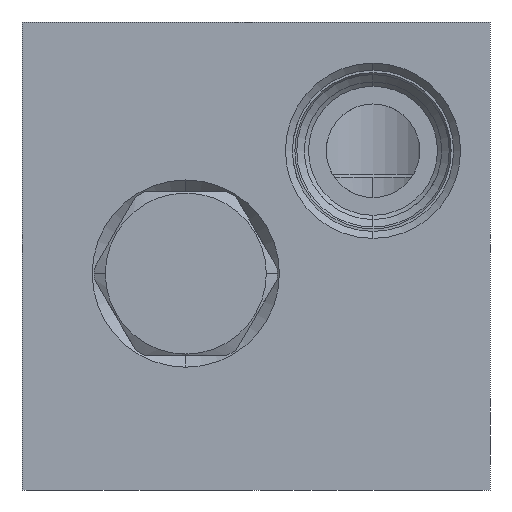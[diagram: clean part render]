
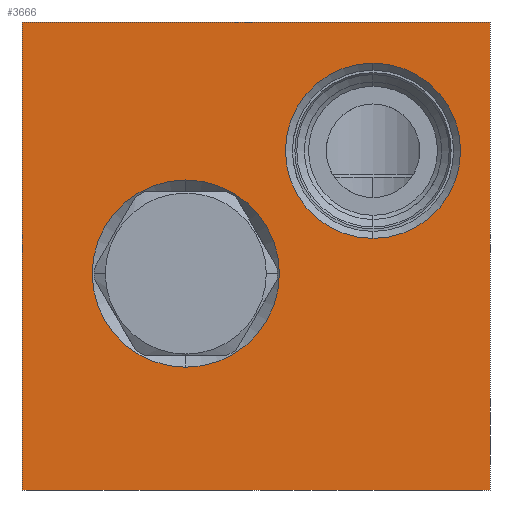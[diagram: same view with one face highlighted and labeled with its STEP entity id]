
A CAD part, front view. The second image highlights one B-rep face of the part: STEP entity #3666.
In plain terms, the highlighted planar face has unit normal (0, -1, 0).
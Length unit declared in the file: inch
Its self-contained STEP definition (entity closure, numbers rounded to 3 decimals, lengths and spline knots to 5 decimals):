
#5=DIRECTION('',(1.,0.,0.));
#6=VECTOR('',#5,2.5);
#7=CARTESIAN_POINT('',(0.,-4.,0.));
#8=LINE('',#7,#6);
#115=DIRECTION('',(0.,0.,1.));
#116=VECTOR('',#115,2.5);
#117=CARTESIAN_POINT('',(2.5,-4.,0.));
#118=LINE('',#117,#116);
#139=DIRECTION('',(0.,0.,1.));
#140=VECTOR('',#139,2.5);
#141=CARTESIAN_POINT('',(0.,-4.,0.));
#142=LINE('',#141,#140);
#143=CARTESIAN_POINT('',(1.875,-4.,1.812));
#144=DIRECTION('',(0.,1.,0.));
#145=DIRECTION('',(0.,0.,-1.));
#146=AXIS2_PLACEMENT_3D('',#143,#144,#145);
#148=CARTESIAN_POINT('',(1.875,-4.,1.812));
#149=DIRECTION('',(0.,1.,0.));
#150=DIRECTION('',(0.,0.,1.));
#151=AXIS2_PLACEMENT_3D('',#148,#149,#150);
#153=CARTESIAN_POINT('',(0.875,-4.,1.156));
#154=DIRECTION('',(0.,1.,0.));
#155=DIRECTION('',(0.,0.,-1.));
#156=AXIS2_PLACEMENT_3D('',#153,#154,#155);
#158=CARTESIAN_POINT('',(0.875,-4.,1.156));
#159=DIRECTION('',(0.,1.,0.));
#160=DIRECTION('',(0.,0.,1.));
#161=AXIS2_PLACEMENT_3D('',#158,#159,#160);
#175=DIRECTION('',(1.,0.,0.));
#176=VECTOR('',#175,2.5);
#177=CARTESIAN_POINT('',(0.,-4.,2.5));
#178=LINE('',#177,#176);
#3082=CARTESIAN_POINT('',(0.,-4.,0.));
#3084=VERTEX_POINT('',#3082);
#3085=CARTESIAN_POINT('',(2.5,-4.,0.));
#3086=VERTEX_POINT('',#3085);
#3090=CARTESIAN_POINT('',(0.,-4.,2.5));
#3092=VERTEX_POINT('',#3090);
#3093=CARTESIAN_POINT('',(2.5,-4.,2.5));
#3094=VERTEX_POINT('',#3093);
#3349=CARTESIAN_POINT('',(1.875,-4.,1.344));
#3350=CARTESIAN_POINT('',(1.875,-4.,2.28));
#3351=VERTEX_POINT('',#3349);
#3352=VERTEX_POINT('',#3350);
#3413=CARTESIAN_POINT('',(0.875,-4.,0.656));
#3414=CARTESIAN_POINT('',(0.875,-4.,1.656));
#3415=VERTEX_POINT('',#3413);
#3416=VERTEX_POINT('',#3414);
#3642=CARTESIAN_POINT('',(0.,-4.,0.));
#3643=DIRECTION('',(0.,-1.,0.));
#3644=DIRECTION('',(1.,0.,0.));
#3645=AXIS2_PLACEMENT_3D('',#3642,#3643,#3644);
#3646=PLANE('',#3645);
#3647=ORIENTED_EDGE('',*,*,#3524,.F.);
#3648=ORIENTED_EDGE('',*,*,#3573,.T.);
#3650=ORIENTED_EDGE('',*,*,#3649,.T.);
#3651=ORIENTED_EDGE('',*,*,#3622,.F.);
#3652=EDGE_LOOP('',(#3647,#3648,#3650,#3651));
#3653=FACE_OUTER_BOUND('',#3652,.F.);
#3655=ORIENTED_EDGE('',*,*,#3654,.F.);
#3657=ORIENTED_EDGE('',*,*,#3656,.F.);
#3658=EDGE_LOOP('',(#3655,#3657));
#3659=FACE_BOUND('',#3658,.F.);
#3661=ORIENTED_EDGE('',*,*,#3660,.F.);
#3663=ORIENTED_EDGE('',*,*,#3662,.F.);
#3664=EDGE_LOOP('',(#3661,#3663));
#3665=FACE_BOUND('',#3664,.F.);
#3666=ADVANCED_FACE('',(#3653,#3659,#3665),#3646,.T.);
#147=CIRCLE('',#146,0.468);
#152=CIRCLE('',#151,0.468);
#157=CIRCLE('',#156,0.5);
#162=CIRCLE('',#161,0.5);
#3524=EDGE_CURVE('',#3084,#3086,#8,.T.);
#3573=EDGE_CURVE('',#3084,#3092,#142,.T.);
#3622=EDGE_CURVE('',#3086,#3094,#118,.T.);
#3649=EDGE_CURVE('',#3092,#3094,#178,.T.);
#3654=EDGE_CURVE('',#3351,#3352,#147,.T.);
#3656=EDGE_CURVE('',#3352,#3351,#152,.T.);
#3660=EDGE_CURVE('',#3415,#3416,#157,.T.);
#3662=EDGE_CURVE('',#3416,#3415,#162,.T.);
